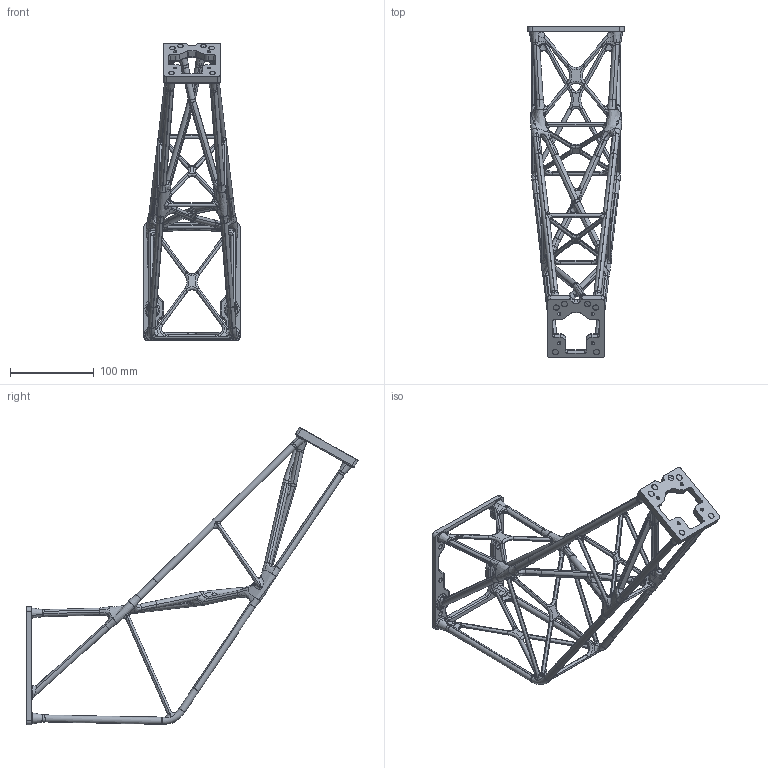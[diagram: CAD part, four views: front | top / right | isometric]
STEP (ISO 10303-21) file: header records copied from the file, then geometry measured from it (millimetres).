
FILE_DESCRIPTION (( 'STEP AP203' ), '1' );
FILE_NAME ('AM_metal_and_Plastic_part_r5_7mm.STEP', '2023-01-31T08:31:27', ( '' ), ( '' ), 'SwSTEP 2.0', 'SolidWorks 2022', '' );
FILE_SCHEMA (( 'CONFIG_CONTROL_DESIGN' ));
Products named in the file (1): AM_metal_and_Plastic_part_r5_7mm
Bounding box: 115 x 396.39 x 355.17 mm (x, y, z)
Volume: 287073.7 mm3; surface area: 267408.7 mm2
Topology: 8 solids, 8 shells, 1368 faces, 3619 edges, 2190 vertices
Faces by surface type: bspline 555, cylinder 466, torus 215, plane 129, sphere 3
Entity records: 118235 total; most frequent: CARTESIAN_POINT 89086, ORIENTED_EDGE 7176, DIRECTION 4895, EDGE_CURVE 3588, VERTEX_POINT 2190, AXIS2_PLACEMENT_3D 2156, B_SPLINE_CURVE_WITH_KNOTS 1423, EDGE_LOOP 1422
